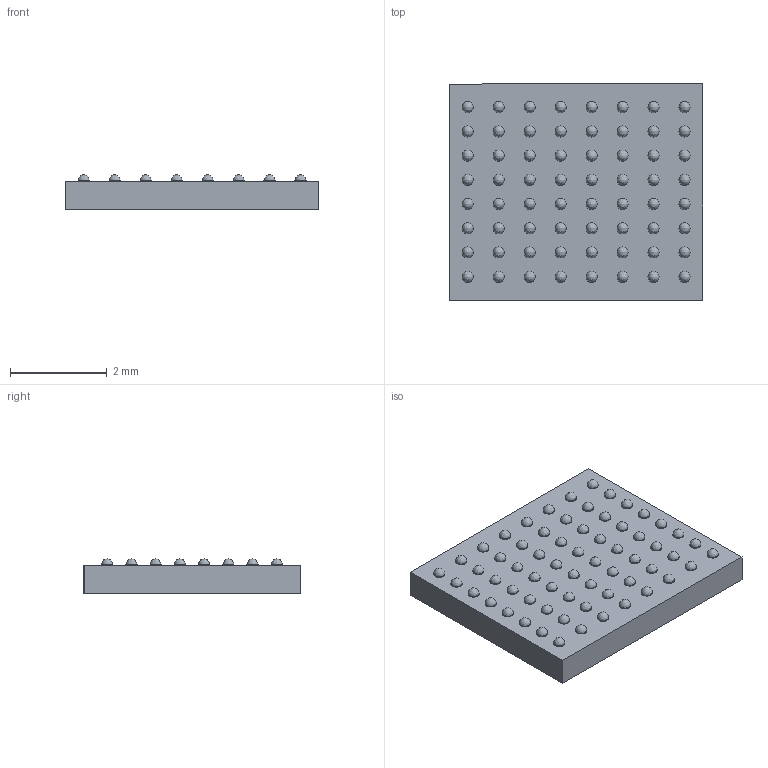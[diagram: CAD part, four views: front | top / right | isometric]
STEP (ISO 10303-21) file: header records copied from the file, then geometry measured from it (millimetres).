
FILE_DESCRIPTION (( 'STEP AP214' ), '1' );
FILE_NAME ('User Library-OV9281.STEP', '2019-11-22T09:08:51', ( '' ), ( '' ), 'SwSTEP 2.0', 'SolidWorks 2019', '' );
FILE_SCHEMA (( 'AUTOMOTIVE_DESIGN' ));
Length unit declared in the file: millimetre
Products named in the file (1): User Library-OV9281
Bounding box: 5.23 x 4.47 x 0.71 mm (x, y, z)
Volume: 13.8 mm3; surface area: 61.4 mm2
Topology: 1 solids, 1 shells, 198 faces, 524 edges, 264 vertices
Faces by surface type: cylinder 128, bspline 64, plane 6
Entity records: 6014 total; most frequent: CARTESIAN_POINT 1819, DIRECTION 922, ORIENTED_EDGE 792, EDGE_CURVE 396, AXIS2_PLACEMENT_3D 391, VERTEX_POINT 264, EDGE_LOOP 262, CIRCLE 256
